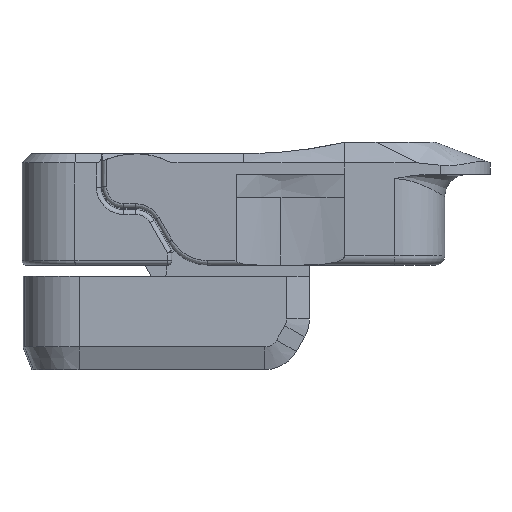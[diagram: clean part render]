
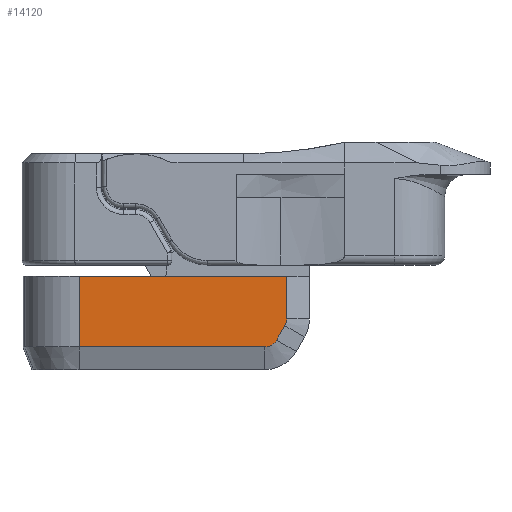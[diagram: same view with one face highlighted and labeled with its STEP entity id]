
A CAD part, left-side view. The second image highlights one B-rep face of the part: STEP entity #14120.
In plain terms, the highlighted planar face has unit normal (-1, 0, 0).
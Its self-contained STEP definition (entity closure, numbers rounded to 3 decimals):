
#2335 = EDGE_CURVE ( 'NONE', #2357, #2336, #8965, .T. ) ;
#2336 = VERTEX_POINT ( 'NONE', #8959 ) ;
#2357 = VERTEX_POINT ( 'NONE', #9000 ) ;
#5072 = DIRECTION ( 'NONE',  ( 0., -1., 0. ) ) ;
#5073 = DIRECTION ( 'NONE',  ( -1., 0., 0. ) ) ;
#5074 = CARTESIAN_POINT ( 'NONE',  ( -7., 69.669, -45.5 ) ) ;
#5075 = AXIS2_PLACEMENT_3D ( 'NONE', #5074, #5073, #5072 ) ;
#5076 = PLANE ( 'NONE',  #5075 ) ;
#5077 = FACE_OUTER_BOUND ( 'NONE', #14121, .T. ) ;
#5099 = DIRECTION ( 'NONE',  ( 0., -0.5, 0.866 ) ) ;
#5100 = VECTOR ( 'NONE', #5099, 1000. ) ;
#5101 = CARTESIAN_POINT ( 'NONE',  ( -7., 24.402, -35.856 ) ) ;
#5102 = LINE ( 'NONE', #5101, #5100 ) ;
#5103 = CARTESIAN_POINT ( 'NONE',  ( -7., 26.217, -39. ) ) ;
#5104 = DIRECTION ( 'NONE',  ( 0., -1., 0. ) ) ;
#5105 = DIRECTION ( 'NONE',  ( -1., 0., 0. ) ) ;
#5106 = CARTESIAN_POINT ( 'NONE',  ( -7., 28.815, -37.5 ) ) ;
#5107 = AXIS2_PLACEMENT_3D ( 'NONE', #5106, #5105, #5104 ) ;
#5108 = CIRCLE ( 'NONE', #5107, 3. ) ;
#5109 = CARTESIAN_POINT ( 'NONE',  ( -7., 28.815, -40.5 ) ) ;
#5110 = DIRECTION ( 'NONE',  ( 0., -1., 0. ) ) ;
#5111 = VECTOR ( 'NONE', #5110, 1000. ) ;
#5112 = CARTESIAN_POINT ( 'NONE',  ( -7., 69.669, -40.5 ) ) ;
#5113 = LINE ( 'NONE', #5112, #5111 ) ;
#5114 = CARTESIAN_POINT ( 'NONE',  ( -7., 69.669, -40.5 ) ) ;
#5115 = DIRECTION ( 'NONE',  ( 0., 0., 1. ) ) ;
#5116 = VECTOR ( 'NONE', #5115, 1000. ) ;
#5117 = CARTESIAN_POINT ( 'NONE',  ( -7., 69.669, -45.5 ) ) ;
#5118 = LINE ( 'NONE', #5117, #5116 ) ;
#5119 = DIRECTION ( 'NONE',  ( 0., 0., 1. ) ) ;
#5120 = VECTOR ( 'NONE', #5119, 1000. ) ;
#5121 = CARTESIAN_POINT ( 'NONE',  ( -7., 24., -45.5 ) ) ;
#5122 = LINE ( 'NONE', #5121, #5120 ) ;
#5174 = CARTESIAN_POINT ( 'NONE',  ( -7., 24., -34.356 ) ) ;
#5175 = CARTESIAN_POINT ( 'NONE',  ( -7., 24.402, -35.856 ) ) ;
#5176 = DIRECTION ( 'NONE',  ( 0., -1., 0. ) ) ;
#5177 = DIRECTION ( 'NONE',  ( -1., 0., 0. ) ) ;
#5178 = AXIS2_PLACEMENT_3D ( 'NONE', #5184, #5177, #5176 ) ;
#5179 = CIRCLE ( 'NONE', #5178, 3. ) ;
#5184 = CARTESIAN_POINT ( 'NONE',  ( -7., 27., -34.356 ) ) ;
#8959 = CARTESIAN_POINT ( 'NONE',  ( -7., 24., -25. ) ) ;
#8961 = DIRECTION ( 'NONE',  ( 0., -1., 0. ) ) ;
#8962 = VECTOR ( 'NONE', #8961, 1000. ) ;
#8964 = CARTESIAN_POINT ( 'NONE',  ( -7., 69.669, -25. ) ) ;
#8965 = LINE ( 'NONE', #8964, #8962 ) ;
#9000 = CARTESIAN_POINT ( 'NONE',  ( -7., 69.669, -25. ) ) ;
#14120 = ADVANCED_FACE ( 'NONE', ( #5077 ), #5076, .T. ) ;
#14121 = EDGE_LOOP ( 'NONE', ( #14122, #14166, #14135, #14137, #14140, #14143, #14146 ) ) ;
#14122 = ORIENTED_EDGE ( 'NONE', *, *, #14163, .T. ) ;
#14133 = EDGE_CURVE ( 'NONE', #14165, #2336, #5122, .T. ) ;
#14135 = ORIENTED_EDGE ( 'NONE', *, *, #2335, .F. ) ;
#14137 = ORIENTED_EDGE ( 'NONE', *, *, #14138, .F. ) ;
#14138 = EDGE_CURVE ( 'NONE', #14139, #2357, #5118, .T. ) ;
#14139 = VERTEX_POINT ( 'NONE', #5114 ) ;
#14140 = ORIENTED_EDGE ( 'NONE', *, *, #14141, .T. ) ;
#14141 = EDGE_CURVE ( 'NONE', #14139, #14142, #5113, .T. ) ;
#14142 = VERTEX_POINT ( 'NONE', #5109 ) ;
#14143 = ORIENTED_EDGE ( 'NONE', *, *, #14144, .T. ) ;
#14144 = EDGE_CURVE ( 'NONE', #14142, #14145, #5108, .T. ) ;
#14145 = VERTEX_POINT ( 'NONE', #5103 ) ;
#14146 = ORIENTED_EDGE ( 'NONE', *, *, #14147, .T. ) ;
#14147 = EDGE_CURVE ( 'NONE', #14145, #14164, #5102, .T. ) ;
#14163 = EDGE_CURVE ( 'NONE', #14164, #14165, #5179, .T. ) ;
#14164 = VERTEX_POINT ( 'NONE', #5175 ) ;
#14165 = VERTEX_POINT ( 'NONE', #5174 ) ;
#14166 = ORIENTED_EDGE ( 'NONE', *, *, #14133, .T. ) ;
